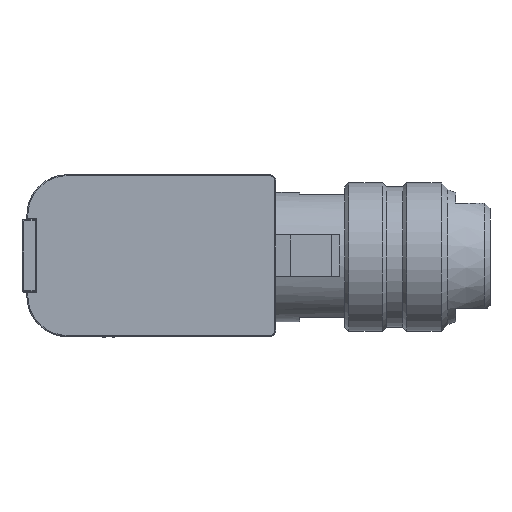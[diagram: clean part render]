
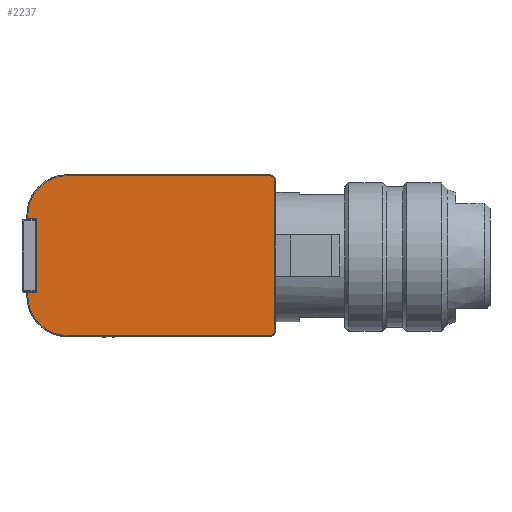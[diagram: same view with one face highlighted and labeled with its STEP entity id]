
A CAD part, top view. The second image highlights one B-rep face of the part: STEP entity #2237.
In plain terms, the highlighted planar face has unit normal (0, 0, 1).
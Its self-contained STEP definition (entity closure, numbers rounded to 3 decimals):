
#512 = VERTEX_POINT ( 'NONE', #19303 ) ;
#868 = EDGE_CURVE ( 'NONE', #22492, #4028, #18273, .T. ) ;
#936 = CARTESIAN_POINT ( 'NONE',  ( -29.6, -4.2, 10.5 ) ) ;
#1529 = CARTESIAN_POINT ( 'NONE',  ( -0.12, -9.2, 10.5 ) ) ;
#1692 = AXIS2_PLACEMENT_3D ( 'NONE', #24230, #40723, #27747 ) ;
#2237 = ADVANCED_FACE ( 'NONE', ( #34882 ), #36247, .T. ) ;
#2820 = DIRECTION ( 'NONE',  ( 0., 0., 1. ) ) ;
#3195 = CARTESIAN_POINT ( 'NONE',  ( -25.8, 9.88, 10.5 ) ) ;
#4028 = VERTEX_POINT ( 'NONE', #24487 ) ;
#5381 = CARTESIAN_POINT ( 'NONE',  ( -0.12, 9.2, 10.5 ) ) ;
#7294 = DIRECTION ( 'NONE',  ( 0., -1., 0. ) ) ;
#7302 = DIRECTION ( 'NONE',  ( -1., 0., 0. ) ) ;
#7946 = EDGE_CURVE ( 'NONE', #512, #28571, #18847, .T. ) ;
#7959 = DIRECTION ( 'NONE',  ( -1., 0., 0. ) ) ;
#8392 = ORIENTED_EDGE ( 'NONE', *, *, #7946, .T. ) ;
#9160 = CARTESIAN_POINT ( 'NONE',  ( -29.6, 4.61, 10.5 ) ) ;
#9412 = EDGE_CURVE ( 'NONE', #16180, #23350, #36653, .T. ) ;
#9420 = CARTESIAN_POINT ( 'NONE',  ( -31.1, -4.61, 10.5 ) ) ;
#9783 = CARTESIAN_POINT ( 'NONE',  ( -0.12, 9.2, 10.5 ) ) ;
#9880 = VERTEX_POINT ( 'NONE', #14789 ) ;
#9918 = VERTEX_POINT ( 'NONE', #1529 ) ;
#10169 = LINE ( 'NONE', #18613, #35003 ) ;
#10428 = ORIENTED_EDGE ( 'NONE', *, *, #31084, .T. ) ;
#11035 = CARTESIAN_POINT ( 'NONE',  ( -25.8, -9.88, 10.5 ) ) ;
#11328 = ORIENTED_EDGE ( 'NONE', *, *, #9412, .T. ) ;
#12145 = AXIS2_PLACEMENT_3D ( 'NONE', #33251, #13839, #20360 ) ;
#12570 = VECTOR ( 'NONE', #21377, 1000. ) ;
#12918 = EDGE_CURVE ( 'NONE', #23350, #25313, #10169, .T. ) ;
#13140 = AXIS2_PLACEMENT_3D ( 'NONE', #33428, #26763, #36382 ) ;
#13839 = DIRECTION ( 'NONE',  ( 0., 0., 1. ) ) ;
#14088 = ORIENTED_EDGE ( 'NONE', *, *, #23868, .T. ) ;
#14450 = EDGE_CURVE ( 'NONE', #9918, #30380, #15114, .T. ) ;
#14789 = CARTESIAN_POINT ( 'NONE',  ( -30.68, -4.61, 10.5 ) ) ;
#14905 = EDGE_CURVE ( 'NONE', #25313, #9918, #21661, .T. ) ;
#15110 = LINE ( 'NONE', #936, #22743 ) ;
#15114 = LINE ( 'NONE', #5381, #12570 ) ;
#15699 = CARTESIAN_POINT ( 'NONE',  ( -25.8, 5., 10.5 ) ) ;
#16180 = VERTEX_POINT ( 'NONE', #40581 ) ;
#16609 = CIRCLE ( 'NONE', #36207, 0.68 ) ;
#17536 = ORIENTED_EDGE ( 'NONE', *, *, #12918, .T. ) ;
#17930 = VECTOR ( 'NONE', #26167, 1000. ) ;
#18273 = LINE ( 'NONE', #33892, #37964 ) ;
#18613 = CARTESIAN_POINT ( 'NONE',  ( -0.8, -9.88, 10.5 ) ) ;
#18730 = ORIENTED_EDGE ( 'NONE', *, *, #35664, .T. ) ;
#18847 = CIRCLE ( 'NONE', #21703, 4.88 ) ;
#19303 = CARTESIAN_POINT ( 'NONE',  ( -25.8, 9.88, 10.5 ) ) ;
#20348 = CARTESIAN_POINT ( 'NONE',  ( -0.8, -9.88, 10.5 ) ) ;
#20360 = DIRECTION ( 'NONE',  ( 1., 0., 0. ) ) ;
#21377 = DIRECTION ( 'NONE',  ( 0., 1., 0. ) ) ;
#21661 = CIRCLE ( 'NONE', #12145, 0.68 ) ;
#21703 = AXIS2_PLACEMENT_3D ( 'NONE', #15699, #2820, #31848 ) ;
#21819 = VECTOR ( 'NONE', #35886, 1000. ) ;
#22304 = LINE ( 'NONE', #22855, #38975 ) ;
#22492 = VERTEX_POINT ( 'NONE', #9160 ) ;
#22716 = DIRECTION ( 'NONE',  ( 0., -1., 0. ) ) ;
#22743 = VECTOR ( 'NONE', #7294, 1000. ) ;
#22775 = VECTOR ( 'NONE', #7302, 1000. ) ;
#22855 = CARTESIAN_POINT ( 'NONE',  ( -30.68, 4.61, 10.5 ) ) ;
#23350 = VERTEX_POINT ( 'NONE', #11035 ) ;
#23868 = EDGE_CURVE ( 'NONE', #30380, #35598, #16609, .T. ) ;
#24230 = CARTESIAN_POINT ( 'NONE',  ( -25.8, -5., 10.5 ) ) ;
#24487 = CARTESIAN_POINT ( 'NONE',  ( -30.68, 4.61, 10.5 ) ) ;
#25021 = CARTESIAN_POINT ( 'NONE',  ( -0.8, 9.2, 10.5 ) ) ;
#25313 = VERTEX_POINT ( 'NONE', #20348 ) ;
#26167 = DIRECTION ( 'NONE',  ( 0., -1., 0. ) ) ;
#26230 = VERTEX_POINT ( 'NONE', #31239 ) ;
#26763 = DIRECTION ( 'NONE',  ( 0., 0., 1. ) ) ;
#27110 = ORIENTED_EDGE ( 'NONE', *, *, #40396, .T. ) ;
#27747 = DIRECTION ( 'NONE',  ( 1., 0., 0. ) ) ;
#28398 = DIRECTION ( 'NONE',  ( 1., 0., 0. ) ) ;
#28429 = DIRECTION ( 'NONE',  ( 1., 0., 0. ) ) ;
#28571 = VERTEX_POINT ( 'NONE', #41189 ) ;
#28750 = ORIENTED_EDGE ( 'NONE', *, *, #32654, .T. ) ;
#29749 = EDGE_CURVE ( 'NONE', #9880, #26230, #30452, .T. ) ;
#30380 = VERTEX_POINT ( 'NONE', #9783 ) ;
#30446 = ORIENTED_EDGE ( 'NONE', *, *, #14450, .T. ) ;
#30452 = LINE ( 'NONE', #9420, #21819 ) ;
#31084 = EDGE_CURVE ( 'NONE', #35598, #512, #40442, .T. ) ;
#31239 = CARTESIAN_POINT ( 'NONE',  ( -29.6, -4.61, 10.5 ) ) ;
#31848 = DIRECTION ( 'NONE',  ( 1., 0., 0. ) ) ;
#32108 = LINE ( 'NONE', #39296, #17930 ) ;
#32654 = EDGE_CURVE ( 'NONE', #22492, #26230, #15110, .T. ) ;
#33251 = CARTESIAN_POINT ( 'NONE',  ( -0.8, -9.2, 10.5 ) ) ;
#33428 = CARTESIAN_POINT ( 'NONE',  ( -31.1, -4.2, 10.5 ) ) ;
#33892 = CARTESIAN_POINT ( 'NONE',  ( -31.1, 4.61, 10.5 ) ) ;
#34882 = FACE_OUTER_BOUND ( 'NONE', #37477, .T. ) ;
#35003 = VECTOR ( 'NONE', #28398, 1000. ) ;
#35598 = VERTEX_POINT ( 'NONE', #41933 ) ;
#35664 = EDGE_CURVE ( 'NONE', #28571, #4028, #22304, .T. ) ;
#35886 = DIRECTION ( 'NONE',  ( 1., 0., 0. ) ) ;
#36207 = AXIS2_PLACEMENT_3D ( 'NONE', #25021, #37852, #28429 ) ;
#36247 = PLANE ( 'NONE',  #13140 ) ;
#36329 = ORIENTED_EDGE ( 'NONE', *, *, #29749, .F. ) ;
#36382 = DIRECTION ( 'NONE',  ( 1., 0., 0. ) ) ;
#36653 = CIRCLE ( 'NONE', #1692, 4.88 ) ;
#37477 = EDGE_LOOP ( 'NONE', ( #36329, #27110, #11328, #17536, #40072, #30446, #14088, #10428, #8392, #18730, #37639, #28750 ) ) ;
#37639 = ORIENTED_EDGE ( 'NONE', *, *, #868, .F. ) ;
#37852 = DIRECTION ( 'NONE',  ( 0., 0., 1. ) ) ;
#37964 = VECTOR ( 'NONE', #7959, 1000. ) ;
#38975 = VECTOR ( 'NONE', #22716, 1000. ) ;
#39296 = CARTESIAN_POINT ( 'NONE',  ( -30.68, -5., 10.5 ) ) ;
#40072 = ORIENTED_EDGE ( 'NONE', *, *, #14905, .T. ) ;
#40396 = EDGE_CURVE ( 'NONE', #9880, #16180, #32108, .T. ) ;
#40442 = LINE ( 'NONE', #3195, #22775 ) ;
#40581 = CARTESIAN_POINT ( 'NONE',  ( -30.68, -5., 10.5 ) ) ;
#40723 = DIRECTION ( 'NONE',  ( 0., 0., 1. ) ) ;
#41189 = CARTESIAN_POINT ( 'NONE',  ( -30.68, 5., 10.5 ) ) ;
#41933 = CARTESIAN_POINT ( 'NONE',  ( -0.8, 9.88, 10.5 ) ) ;
